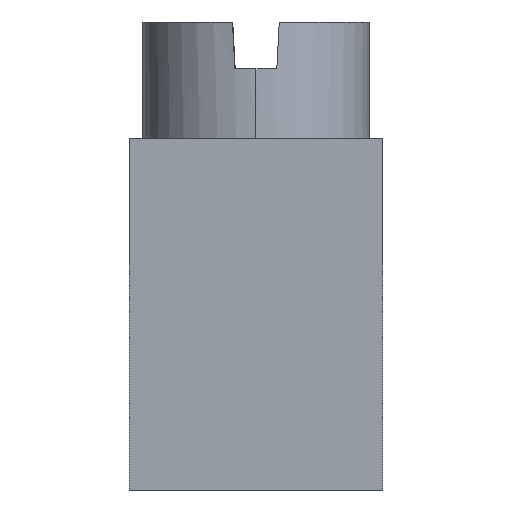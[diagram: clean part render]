
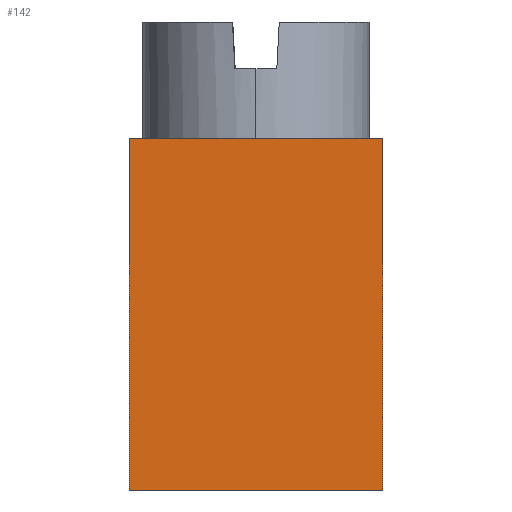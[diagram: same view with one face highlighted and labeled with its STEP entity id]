
A CAD part, left-side view. The second image highlights one B-rep face of the part: STEP entity #142.
In plain terms, the highlighted planar face has unit normal (-1, 0, 0).
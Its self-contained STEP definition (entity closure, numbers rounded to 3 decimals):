
#9 = EDGE_CURVE ( 'NONE', #7008, #7672, #474, .T. ) ;
#19 = EDGE_CURVE ( 'NONE', #7013, #7672, #523, .T. ) ;
#38 = EDGE_CURVE ( 'NONE', #7013, #7678, #588, .T. ) ;
#39 = EDGE_CURVE ( 'NONE', #7008, #7678, #570, .T. ) ;
#142 = ADVANCED_FACE ( 'NONE', ( #976 ), #969, .F. ) ;
#470 = CARTESIAN_POINT ( 'NONE',  ( -0.225, 6.5, 9. ) ) ;
#474 = LINE ( 'NONE', #470, #8010 ) ;
#506 = DIRECTION ( 'NONE',  ( 0., -1., 0. ) ) ;
#523 = LINE ( 'NONE', #530, #8013 ) ;
#530 = CARTESIAN_POINT ( 'NONE',  ( -0.225, 0., 9. ) ) ;
#533 = DIRECTION ( 'NONE',  ( 0., 0., 1. ) ) ;
#567 = DIRECTION ( 'NONE',  ( 0., 1., 0. ) ) ;
#570 = LINE ( 'NONE', #586, #7489 ) ;
#574 = DIRECTION ( 'NONE',  ( 0., 0., -1. ) ) ;
#576 = CARTESIAN_POINT ( 'NONE',  ( -0.225, 0., 0. ) ) ;
#586 = CARTESIAN_POINT ( 'NONE',  ( -0.225, 6.5, 9. ) ) ;
#588 = LINE ( 'NONE', #576, #7537 ) ;
#957 = DIRECTION ( 'NONE',  ( 1., 0., 0. ) ) ;
#959 = DIRECTION ( 'NONE',  ( 0., 0., -1. ) ) ;
#969 = PLANE ( 'NONE',  #7754 ) ;
#970 = CARTESIAN_POINT ( 'NONE',  ( -0.225, 0., 9. ) ) ;
#976 = FACE_OUTER_BOUND ( 'NONE', #1464, .T. ) ;
#1464 = EDGE_LOOP ( 'NONE', ( #3512, #3500, #3492, #3518 ) ) ;
#2317 = CARTESIAN_POINT ( 'NONE',  ( -0.225, 6.5, 9. ) ) ;
#2319 = CARTESIAN_POINT ( 'NONE',  ( -0.225, 0., 0. ) ) ;
#3492 = ORIENTED_EDGE ( 'NONE', *, *, #39, .T. ) ;
#3500 = ORIENTED_EDGE ( 'NONE', *, *, #9, .F. ) ;
#3512 = ORIENTED_EDGE ( 'NONE', *, *, #19, .T. ) ;
#3518 = ORIENTED_EDGE ( 'NONE', *, *, #38, .F. ) ;
#5811 = CARTESIAN_POINT ( 'NONE',  ( -0.225, 6.5, 0. ) ) ;
#5829 = CARTESIAN_POINT ( 'NONE',  ( -0.225, 0., 9. ) ) ;
#7008 = VERTEX_POINT ( 'NONE', #2317 ) ;
#7013 = VERTEX_POINT ( 'NONE', #2319 ) ;
#7489 = VECTOR ( 'NONE', #574, 1000. ) ;
#7537 = VECTOR ( 'NONE', #567, 1000. ) ;
#7672 = VERTEX_POINT ( 'NONE', #5829 ) ;
#7678 = VERTEX_POINT ( 'NONE', #5811 ) ;
#7754 = AXIS2_PLACEMENT_3D ( 'NONE', #970, #957, #959 ) ;
#8010 = VECTOR ( 'NONE', #506, 1000. ) ;
#8013 = VECTOR ( 'NONE', #533, 1000. ) ;
